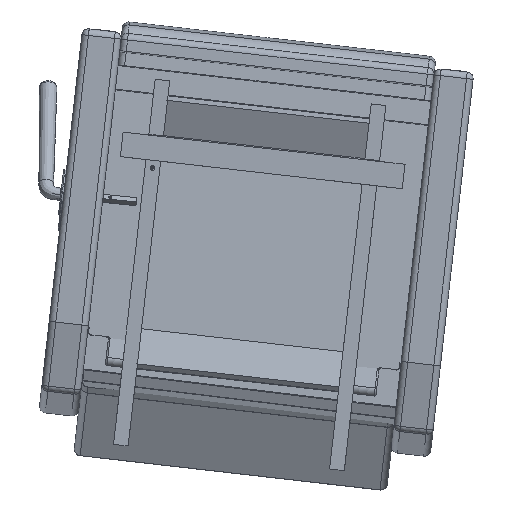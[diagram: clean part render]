
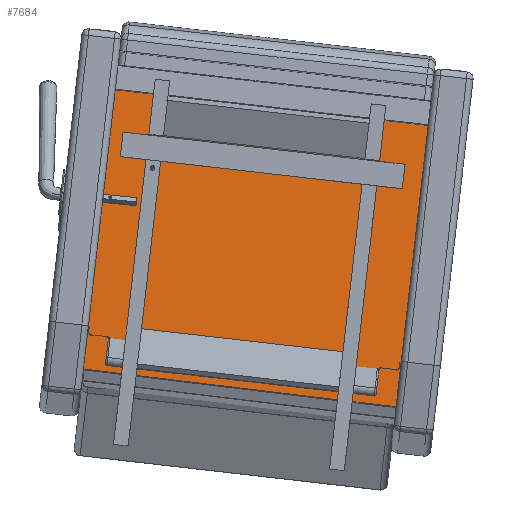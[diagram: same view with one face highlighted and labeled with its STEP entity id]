
A CAD part, front view. The second image highlights one B-rep face of the part: STEP entity #7684.
In plain terms, the highlighted face is planar.
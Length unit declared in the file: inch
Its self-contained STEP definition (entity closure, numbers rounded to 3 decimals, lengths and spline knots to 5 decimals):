
#302=PLANE('',#8484);
#738=LINE('',#12390,#1295);
#755=LINE('',#12501,#1312);
#756=LINE('',#12503,#1313);
#757=LINE('',#12504,#1314);
#1295=VECTOR('',#9774,0.3937);
#1312=VECTOR('',#9869,0.3937);
#1313=VECTOR('',#9870,0.3937);
#1314=VECTOR('',#9871,0.3937);
#2067=FACE_OUTER_BOUND('',#2585,.T.);
#2585=EDGE_LOOP('',(#5763,#5764,#5765,#5766,#5767,#5768));
#3112=CIRCLE('',#8420,0.5);
#3137=CIRCLE('',#8465,0.5);
#3572=VERTEX_POINT('',#12338);
#3573=VERTEX_POINT('',#12340);
#3589=VERTEX_POINT('',#12388);
#3602=VERTEX_POINT('',#12470);
#3609=VERTEX_POINT('',#12500);
#3610=VERTEX_POINT('',#12502);
#4345=EDGE_CURVE('',#3572,#3573,#3112,.T.);
#4370=EDGE_CURVE('',#3572,#3589,#738,.T.);
#4394=EDGE_CURVE('',#3602,#3589,#3137,.T.);
#4408=EDGE_CURVE('',#3609,#3602,#755,.T.);
#4409=EDGE_CURVE('',#3610,#3609,#756,.T.);
#4410=EDGE_CURVE('',#3610,#3573,#757,.T.);
#5763=ORIENTED_EDGE('',*,*,#4345,.F.);
#5764=ORIENTED_EDGE('',*,*,#4370,.T.);
#5765=ORIENTED_EDGE('',*,*,#4394,.F.);
#5766=ORIENTED_EDGE('',*,*,#4408,.F.);
#5767=ORIENTED_EDGE('',*,*,#4409,.F.);
#5768=ORIENTED_EDGE('',*,*,#4410,.T.);
#7684=ADVANCED_FACE('',(#2067),#302,.T.);
#8420=AXIS2_PLACEMENT_3D('',#12341,#9715,#9716);
#8465=AXIS2_PLACEMENT_3D('',#12472,#9827,#9828);
#8484=AXIS2_PLACEMENT_3D('',#12499,#9867,#9868);
#9715=DIRECTION('center_axis',(0.,1.,0.));
#9716=DIRECTION('ref_axis',(-0.707,0.,-0.707));
#9774=DIRECTION('',(1.,0.,0.));
#9827=DIRECTION('center_axis',(0.,1.,0.));
#9828=DIRECTION('ref_axis',(0.707,0.,-0.707));
#9867=DIRECTION('center_axis',(0.,-1.,0.));
#9868=DIRECTION('ref_axis',(0.,0.,-1.));
#9869=DIRECTION('',(0.,0.,-1.));
#9870=DIRECTION('',(1.,0.,0.));
#9871=DIRECTION('',(0.,0.,-1.));
#12338=CARTESIAN_POINT('',(0.5,0.,0.));
#12340=CARTESIAN_POINT('',(0.,0.,0.5));
#12341=CARTESIAN_POINT('Origin',(0.5,0.,0.5));
#12388=CARTESIAN_POINT('',(23.5,0.,0.));
#12390=CARTESIAN_POINT('',(0.,0.,0.));
#12470=CARTESIAN_POINT('',(24.,0.,0.5));
#12472=CARTESIAN_POINT('Origin',(23.5,0.,0.5));
#12499=CARTESIAN_POINT('Origin',(0.,0.,22.));
#12500=CARTESIAN_POINT('',(24.,0.,22.));
#12501=CARTESIAN_POINT('',(24.,0.,22.));
#12502=CARTESIAN_POINT('',(0.,0.,22.));
#12503=CARTESIAN_POINT('',(0.,0.,22.));
#12504=CARTESIAN_POINT('',(0.,0.,22.));
